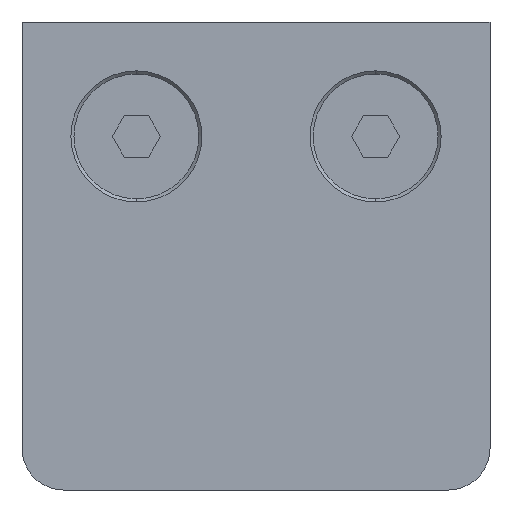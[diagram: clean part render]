
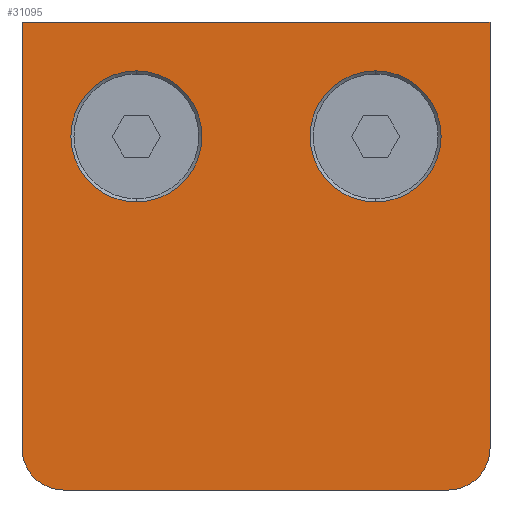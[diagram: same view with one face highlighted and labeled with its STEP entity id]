
A CAD part, front view. The second image highlights one B-rep face of the part: STEP entity #31095.
In plain terms, the highlighted planar face has unit normal (0, -1, 0).
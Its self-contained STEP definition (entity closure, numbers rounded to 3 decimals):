
#156 = DIRECTION ( 'NONE',  ( 0., 0., -1. ) ) ;
#1086 = DIRECTION ( 'NONE',  ( 0., 1., 0. ) ) ;
#1119 = EDGE_LOOP ( 'NONE', ( #16130, #32435 ) ) ;
#1470 = PLANE ( 'NONE',  #8285 ) ;
#2207 = CARTESIAN_POINT ( 'NONE',  ( -18.5, 0.5, -45. ) ) ;
#2272 = VERTEX_POINT ( 'NONE', #2207 ) ;
#3628 = VECTOR ( 'NONE', #4502, 1000. ) ;
#4069 = DIRECTION ( 'NONE',  ( 0., -1., 0. ) ) ;
#4138 = VERTEX_POINT ( 'NONE', #13474 ) ;
#4140 = EDGE_LOOP ( 'NONE', ( #16111, #15552 ) ) ;
#4409 = DIRECTION ( 'NONE',  ( 0., 0., -1. ) ) ;
#4502 = DIRECTION ( 'NONE',  ( 1., 0., 0. ) ) ;
#4700 = VERTEX_POINT ( 'NONE', #21877 ) ;
#5363 = CIRCLE ( 'NONE', #26927, 4. ) ;
#5597 = AXIS2_PLACEMENT_3D ( 'NONE', #11864, #4069, #14808 ) ;
#6063 = CIRCLE ( 'NONE', #8840, 6.3 ) ;
#6331 = FACE_BOUND ( 'NONE', #1119, .T. ) ;
#6333 = EDGE_CURVE ( 'NONE', #9861, #32439, #30567, .T. ) ;
#6530 = ORIENTED_EDGE ( 'NONE', *, *, #6333, .F. ) ;
#6667 = DIRECTION ( 'NONE',  ( 0., -1., 0. ) ) ;
#8285 = AXIS2_PLACEMENT_3D ( 'NONE', #33046, #6667, #4409 ) ;
#8288 = CARTESIAN_POINT ( 'NONE',  ( -11.5, 0.5, -11. ) ) ;
#8788 = DIRECTION ( 'NONE',  ( 0., 0., -1. ) ) ;
#8840 = AXIS2_PLACEMENT_3D ( 'NONE', #8288, #23562, #156 ) ;
#8893 = CIRCLE ( 'NONE', #5597, 6.3 ) ;
#9861 = VERTEX_POINT ( 'NONE', #15986 ) ;
#9961 = CARTESIAN_POINT ( 'NONE',  ( 11.5, 0.5, -11. ) ) ;
#10239 = CARTESIAN_POINT ( 'NONE',  ( -22.5, 0.5, 0. ) ) ;
#11096 = VECTOR ( 'NONE', #26727, 1000. ) ;
#11135 = CARTESIAN_POINT ( 'NONE',  ( 22.5, 0.5, 0. ) ) ;
#11682 = VERTEX_POINT ( 'NONE', #15818 ) ;
#11864 = CARTESIAN_POINT ( 'NONE',  ( -11.5, 0.5, -11. ) ) ;
#12630 = LINE ( 'NONE', #17669, #3628 ) ;
#13113 = ORIENTED_EDGE ( 'NONE', *, *, #22637, .F. ) ;
#13474 = CARTESIAN_POINT ( 'NONE',  ( 11.5, 0.5, -17.3 ) ) ;
#13628 = EDGE_CURVE ( 'NONE', #4138, #14517, #27262, .T. ) ;
#14517 = VERTEX_POINT ( 'NONE', #29814 ) ;
#14808 = DIRECTION ( 'NONE',  ( 0., 0., -1. ) ) ;
#14991 = CARTESIAN_POINT ( 'NONE',  ( 18.5, 0.5, -41. ) ) ;
#15552 = ORIENTED_EDGE ( 'NONE', *, *, #34241, .F. ) ;
#15803 = CARTESIAN_POINT ( 'NONE',  ( -18.5, 0.5, -45. ) ) ;
#15818 = CARTESIAN_POINT ( 'NONE',  ( 18.5, 0.5, -45. ) ) ;
#15986 = CARTESIAN_POINT ( 'NONE',  ( -22.5, 0.5, -41. ) ) ;
#16111 = ORIENTED_EDGE ( 'NONE', *, *, #31830, .F. ) ;
#16130 = ORIENTED_EDGE ( 'NONE', *, *, #13628, .F. ) ;
#16891 = FACE_OUTER_BOUND ( 'NONE', #26876, .T. ) ;
#17376 = DIRECTION ( 'NONE',  ( 0., 0., 1. ) ) ;
#17533 = CARTESIAN_POINT ( 'NONE',  ( 11.5, 0.5, -11. ) ) ;
#17669 = CARTESIAN_POINT ( 'NONE',  ( -22.5, 0.5, 0. ) ) ;
#17762 = DIRECTION ( 'NONE',  ( 0., 0., -1. ) ) ;
#17916 = CARTESIAN_POINT ( 'NONE',  ( -11.5, 0.5, -4.7 ) ) ;
#19240 = ORIENTED_EDGE ( 'NONE', *, *, #23223, .F. ) ;
#19512 = AXIS2_PLACEMENT_3D ( 'NONE', #9961, #25920, #21053 ) ;
#20043 = VECTOR ( 'NONE', #17376, 1000. ) ;
#20507 = AXIS2_PLACEMENT_3D ( 'NONE', #17533, #32995, #24821 ) ;
#21053 = DIRECTION ( 'NONE',  ( 0., 0., -1. ) ) ;
#21618 = CIRCLE ( 'NONE', #20507, 6.3 ) ;
#21877 = CARTESIAN_POINT ( 'NONE',  ( -11.5, 0.5, -17.3 ) ) ;
#22226 = DIRECTION ( 'NONE',  ( 0., 0., -1. ) ) ;
#22637 = EDGE_CURVE ( 'NONE', #32439, #24333, #12630, .T. ) ;
#23223 = EDGE_CURVE ( 'NONE', #26589, #11682, #5363, .T. ) ;
#23562 = DIRECTION ( 'NONE',  ( 0., -1., 0. ) ) ;
#24023 = VECTOR ( 'NONE', #8788, 1000. ) ;
#24333 = VERTEX_POINT ( 'NONE', #11135 ) ;
#24448 = EDGE_CURVE ( 'NONE', #2272, #9861, #32912, .T. ) ;
#24705 = EDGE_CURVE ( 'NONE', #24333, #26589, #24754, .T. ) ;
#24754 = LINE ( 'NONE', #32064, #24023 ) ;
#24821 = DIRECTION ( 'NONE',  ( 0., 0., -1. ) ) ;
#25221 = FACE_BOUND ( 'NONE', #4140, .T. ) ;
#25274 = ORIENTED_EDGE ( 'NONE', *, *, #24448, .F. ) ;
#25575 = DIRECTION ( 'NONE',  ( 0., 1., 0. ) ) ;
#25920 = DIRECTION ( 'NONE',  ( 0., -1., 0. ) ) ;
#26569 = ORIENTED_EDGE ( 'NONE', *, *, #24705, .F. ) ;
#26589 = VERTEX_POINT ( 'NONE', #29643 ) ;
#26727 = DIRECTION ( 'NONE',  ( -1., 0., 0. ) ) ;
#26876 = EDGE_LOOP ( 'NONE', ( #6530, #25274, #29285, #19240, #26569, #13113 ) ) ;
#26927 = AXIS2_PLACEMENT_3D ( 'NONE', #14991, #25575, #17762 ) ;
#27262 = CIRCLE ( 'NONE', #19512, 6.3 ) ;
#27446 = EDGE_CURVE ( 'NONE', #11682, #2272, #31599, .T. ) ;
#27454 = CARTESIAN_POINT ( 'NONE',  ( -22.5, 0.5, 0. ) ) ;
#29285 = ORIENTED_EDGE ( 'NONE', *, *, #27446, .F. ) ;
#29590 = AXIS2_PLACEMENT_3D ( 'NONE', #32493, #1086, #22226 ) ;
#29643 = CARTESIAN_POINT ( 'NONE',  ( 22.5, 0.5, -41. ) ) ;
#29814 = CARTESIAN_POINT ( 'NONE',  ( 11.5, 0.5, -4.7 ) ) ;
#30567 = LINE ( 'NONE', #27454, #20043 ) ;
#31095 = ADVANCED_FACE ( 'NONE', ( #6331, #25221, #16891 ), #1470, .T. ) ;
#31234 = VERTEX_POINT ( 'NONE', #17916 ) ;
#31599 = LINE ( 'NONE', #15803, #11096 ) ;
#31830 = EDGE_CURVE ( 'NONE', #4700, #31234, #6063, .T. ) ;
#32064 = CARTESIAN_POINT ( 'NONE',  ( 22.5, 0.5, 0. ) ) ;
#32435 = ORIENTED_EDGE ( 'NONE', *, *, #33440, .F. ) ;
#32439 = VERTEX_POINT ( 'NONE', #10239 ) ;
#32493 = CARTESIAN_POINT ( 'NONE',  ( -18.5, 0.5, -41. ) ) ;
#32912 = CIRCLE ( 'NONE', #29590, 4. ) ;
#32995 = DIRECTION ( 'NONE',  ( 0., -1., 0. ) ) ;
#33046 = CARTESIAN_POINT ( 'NONE',  ( -18.5, 0.5, -41. ) ) ;
#33440 = EDGE_CURVE ( 'NONE', #14517, #4138, #21618, .T. ) ;
#34241 = EDGE_CURVE ( 'NONE', #31234, #4700, #8893, .T. ) ;
